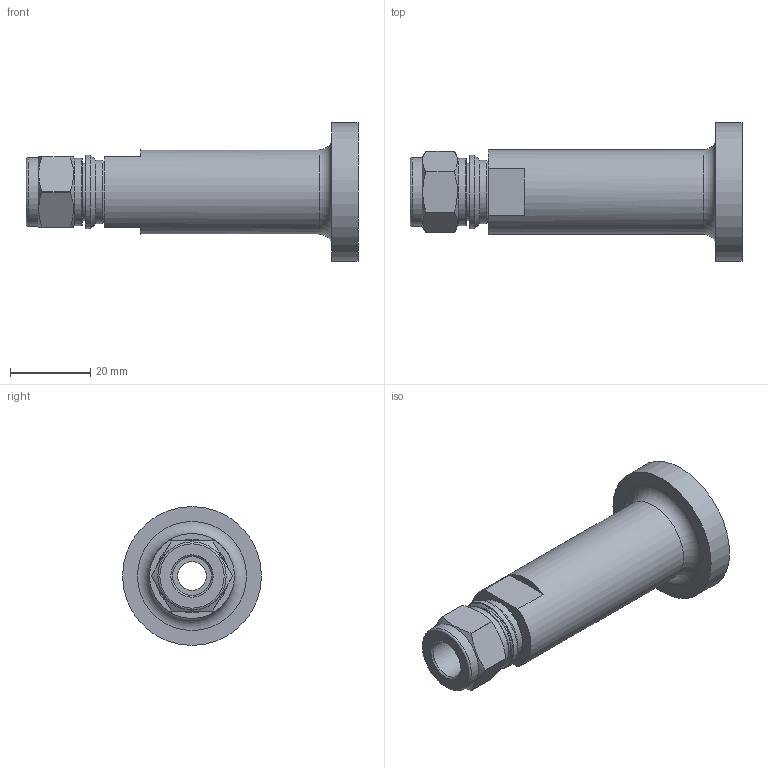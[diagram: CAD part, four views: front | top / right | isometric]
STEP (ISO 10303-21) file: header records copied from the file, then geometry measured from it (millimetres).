
FILE_DESCRIPTION(/* description */ (''),/* implementation_level */ '2;1');
FILE_NAME(/* name */ 'SFTCI-6-SM.stp',/* time_stamp */ '2022-05-04T11:07:29+09:00',/* author */ ('user'),/* organization */ (''),/* preprocessor_version */ 'ST-DEVELOPER v18.1',/* originating_system */ 'Autodesk Inventor 2022',/* authorisation */ '');
FILE_SCHEMA (('AUTOMOTIVE_DESIGN { 1 0 10303 214 3 1 1 }'));
Length unit declared in the file: millimetre
Products named in the file (1): SFTC-6-SM
Bounding box: 82.51 x 34.5 x 34.5 mm (x, y, z)
Volume: 26370.5 mm3; surface area: 9892.5 mm2
Topology: 1 solids, 1 shells, 48 faces, 107 edges, 68 vertices
Faces by surface type: plane 19, cylinder 18, cone 8, torus 3
Full cylindrical faces by diameter (mm): 7.11 x1, 7.112 x1, 9.73 x1, 12.5 x1, 13.05 x1, 14.28 x1, 15.8 x1, 16.8 x1, 17 x1, 18.25 x1, 21.1 x1, 34.5 x1
Entity records: 1379 total; most frequent: DIRECTION 248, CARTESIAN_POINT 248, ORIENTED_EDGE 214, EDGE_CURVE 107, AXIS2_PLACEMENT_3D 104, VERTEX_POINT 68, EDGE_LOOP 57, CIRCLE 55
